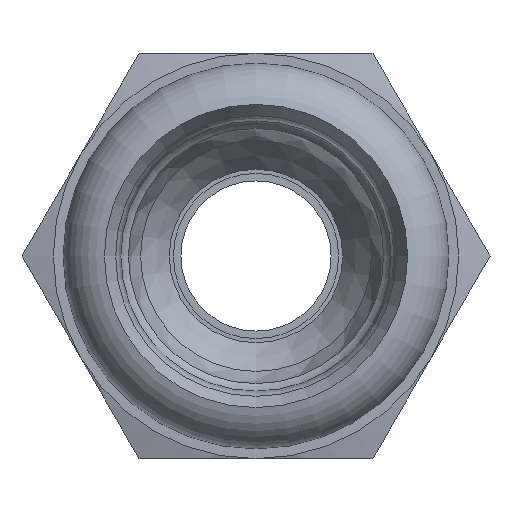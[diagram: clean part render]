
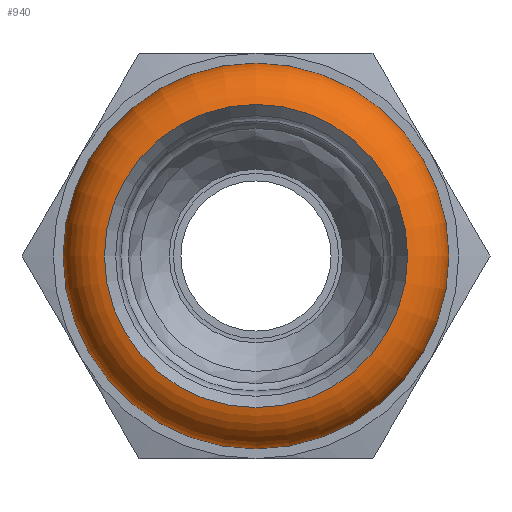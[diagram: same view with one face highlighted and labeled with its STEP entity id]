
A CAD part, left-side view. The second image highlights one B-rep face of the part: STEP entity #940.
In plain terms, the highlighted toroidal (fillet/blend) face has major radius 9.508 mm and minor radius 3.346 mm.
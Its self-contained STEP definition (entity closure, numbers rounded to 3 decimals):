
#161=FACE_OUTER_BOUND('',#218,.T.);
#218=EDGE_LOOP('',(#633,#634,#635,#636,#637,#638,#639,#640));
#283=CIRCLE('',#1019,10.1);
#284=CIRCLE('',#1020,10.1);
#285=CIRCLE('',#1021,10.1);
#286=CIRCLE('',#1022,3.346);
#287=CIRCLE('',#1023,10.65);
#288=CIRCLE('',#1024,10.65);
#289=CIRCLE('',#1025,10.65);
#380=VERTEX_POINT('',#1508);
#381=VERTEX_POINT('',#1509);
#382=VERTEX_POINT('',#1511);
#383=VERTEX_POINT('',#1514);
#384=VERTEX_POINT('',#1516);
#385=VERTEX_POINT('',#1518);
#482=EDGE_CURVE('',#380,#381,#283,.T.);
#483=EDGE_CURVE('',#382,#380,#284,.T.);
#484=EDGE_CURVE('',#381,#382,#285,.T.);
#485=EDGE_CURVE('',#381,#383,#286,.T.);
#486=EDGE_CURVE('',#383,#384,#287,.T.);
#487=EDGE_CURVE('',#384,#385,#288,.T.);
#488=EDGE_CURVE('',#385,#383,#289,.T.);
#633=ORIENTED_EDGE('',*,*,#482,.F.);
#634=ORIENTED_EDGE('',*,*,#483,.F.);
#635=ORIENTED_EDGE('',*,*,#484,.F.);
#636=ORIENTED_EDGE('',*,*,#485,.T.);
#637=ORIENTED_EDGE('',*,*,#486,.T.);
#638=ORIENTED_EDGE('',*,*,#487,.T.);
#639=ORIENTED_EDGE('',*,*,#488,.T.);
#640=ORIENTED_EDGE('',*,*,#485,.F.);
#935=TOROIDAL_SURFACE('',#1018,9.508,3.346);
#940=ADVANCED_FACE('',(#161),#935,.T.);
#1018=AXIS2_PLACEMENT_3D('',#1507,#1172,#1173);
#1019=AXIS2_PLACEMENT_3D('',#1510,#1174,#1175);
#1020=AXIS2_PLACEMENT_3D('',#1512,#1176,#1177);
#1021=AXIS2_PLACEMENT_3D('',#1513,#1178,#1179);
#1022=AXIS2_PLACEMENT_3D('',#1515,#1180,#1181);
#1023=AXIS2_PLACEMENT_3D('',#1517,#1182,#1183);
#1024=AXIS2_PLACEMENT_3D('',#1519,#1184,#1185);
#1025=AXIS2_PLACEMENT_3D('',#1520,#1186,#1187);
#1172=DIRECTION('center_axis',(-1.,0.,0.));
#1173=DIRECTION('ref_axis',(0.,0.,1.));
#1174=DIRECTION('center_axis',(-1.,0.,0.));
#1175=DIRECTION('ref_axis',(0.,1.,0.));
#1176=DIRECTION('center_axis',(-1.,0.,0.));
#1177=DIRECTION('ref_axis',(0.,1.,0.));
#1178=DIRECTION('center_axis',(-1.,0.,0.));
#1179=DIRECTION('ref_axis',(0.,1.,0.));
#1180=DIRECTION('center_axis',(0.,-1.,0.));
#1181=DIRECTION('ref_axis',(0.,0.,-1.));
#1182=DIRECTION('center_axis',(-1.,0.,0.));
#1183=DIRECTION('ref_axis',(0.,1.,0.));
#1184=DIRECTION('center_axis',(-1.,0.,0.));
#1185=DIRECTION('ref_axis',(0.,1.,0.));
#1186=DIRECTION('center_axis',(-1.,0.,0.));
#1187=DIRECTION('ref_axis',(0.,1.,0.));
#1507=CARTESIAN_POINT('Origin',(-44.407,0.,0.));
#1508=CARTESIAN_POINT('',(-47.7,10.1,0.));
#1509=CARTESIAN_POINT('',(-47.7,0.,-10.1));
#1510=CARTESIAN_POINT('Origin',(-47.7,0.,
0.));
#1511=CARTESIAN_POINT('',(-47.7,-10.1,0.));
#1512=CARTESIAN_POINT('Origin',(-47.7,0.,
0.));
#1513=CARTESIAN_POINT('Origin',(-47.7,0.,
0.));
#1514=CARTESIAN_POINT('',(-41.263,0.,-10.65));
#1515=CARTESIAN_POINT('Origin',(-44.407,0.,-9.508));
#1516=CARTESIAN_POINT('',(-41.263,-10.65,0.));
#1517=CARTESIAN_POINT('Origin',(-41.263,0.,
0.));
#1518=CARTESIAN_POINT('',(-41.263,10.65,0.));
#1519=CARTESIAN_POINT('Origin',(-41.263,0.,
0.));
#1520=CARTESIAN_POINT('Origin',(-41.263,0.,
0.));
